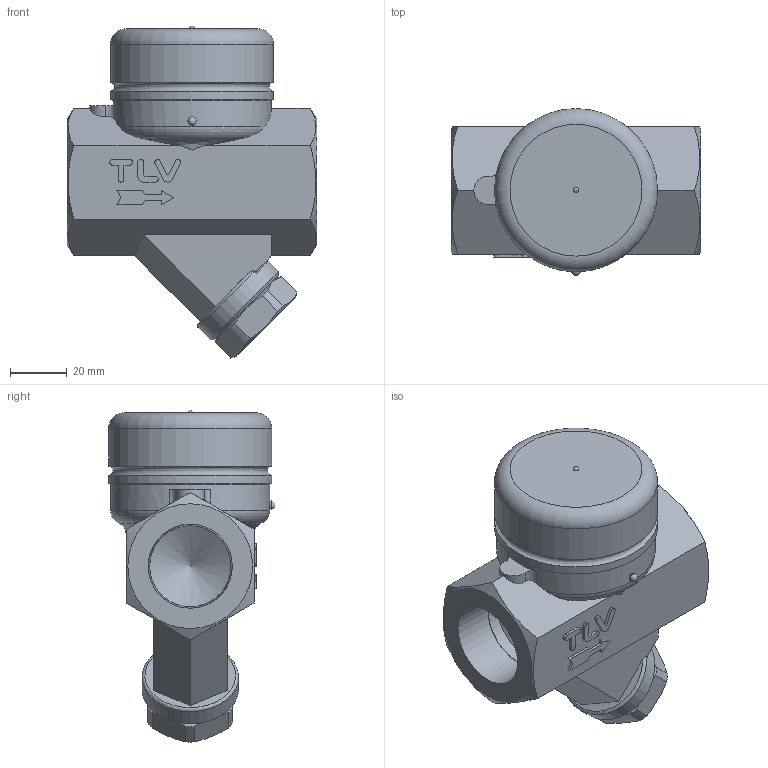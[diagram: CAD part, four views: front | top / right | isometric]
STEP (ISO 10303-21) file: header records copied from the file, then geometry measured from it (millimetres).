
FILE_DESCRIPTION((''),'2;1');
FILE_NAME('a50s0-025-screw-00.stp','2010-06-29T15:29:30',('nakaot'),(''),'Autodesk Inventor 2008','Autodesk Inventor 2008','');
FILE_SCHEMA(('AUTOMOTIVE_DESIGN { 1 0 10303 214 1 1 1 1 }'));
Length unit declared in the file: millimetre
Products named in the file (1): a50s0-025-screw-00
Bounding box: 88 x 58.74 x 117.04 mm (x, y, z)
Volume: 241645.1 mm3; surface area: 34177.2 mm2
Topology: 2 solids, 2 shells, 110 faces, 289 edges, 189 vertices
Faces by surface type: plane 61, cylinder 26, bspline 12, cone 5, torus 4, sphere 2
Full cylindrical faces by diameter (mm): 3 x1, 34 x1, 40 x1, 56 x1, 57.5 x2
Entity records: 3616 total; most frequent: CARTESIAN_POINT 1108, ORIENTED_EDGE 512, DIRECTION 495, EDGE_CURVE 256, AXIS2_PLACEMENT_3D 180, VERTEX_POINT 178, EDGE_LOOP 140, VECTOR 135
